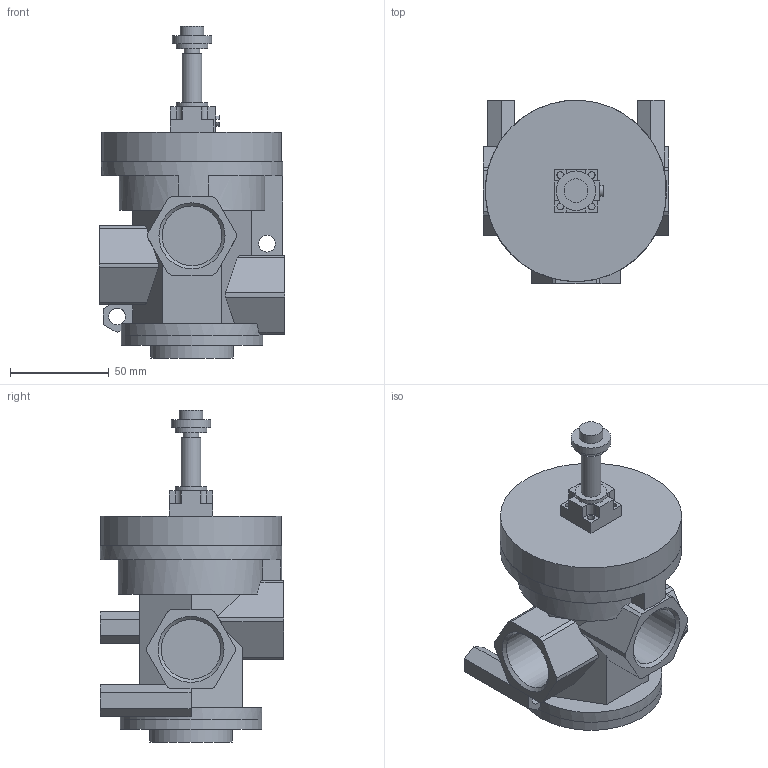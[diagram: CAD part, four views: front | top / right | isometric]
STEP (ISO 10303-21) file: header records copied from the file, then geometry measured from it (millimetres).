
FILE_DESCRIPTION((''),'2;1');
FILE_NAME('771-V_32_0_1AC_M2-V.stp','2008-03-06T14:54:11',('pilonfr1'),(''),'Autodesk Inventor 2008','Autodesk Inventor 2008','');
FILE_SCHEMA(('AUTOMOTIVE_DESIGN { 1 0 10303 214 1 1 1 1 }'));
Length unit declared in the file: millimetre
Products named in the file (3): 771-V_32_0_1A(A-C)_M2-V; 771_32_0_1AC; M2
Assembly tree (2 placements, depth 2):
  771-V_32_0_1A(A-C)_M2-V
    771_32_0_1AC
    M2
Bounding box: 94 x 93 x 168.5 mm (x, y, z)
Volume: 468967.1 mm3; surface area: 80287.4 mm2
Topology: 3 solids, 3 shells, 159 faces, 419 edges, 278 vertices
Faces by surface type: plane 101, cylinder 49, bspline 9
Full cylindrical faces by diameter (mm): 8 x1, 8.5 x2, 10 x1, 12 x1, 16 x2, 20 x1, 42 x1, 71.999 x1, 72 x1, 92 x1
Entity records: 5105 total; most frequent: CARTESIAN_POINT 968, DIRECTION 819, ORIENTED_EDGE 798, EDGE_CURVE 399, VECTOR 279, LINE 279, VERTEX_POINT 276, AXIS2_PLACEMENT_3D 270
